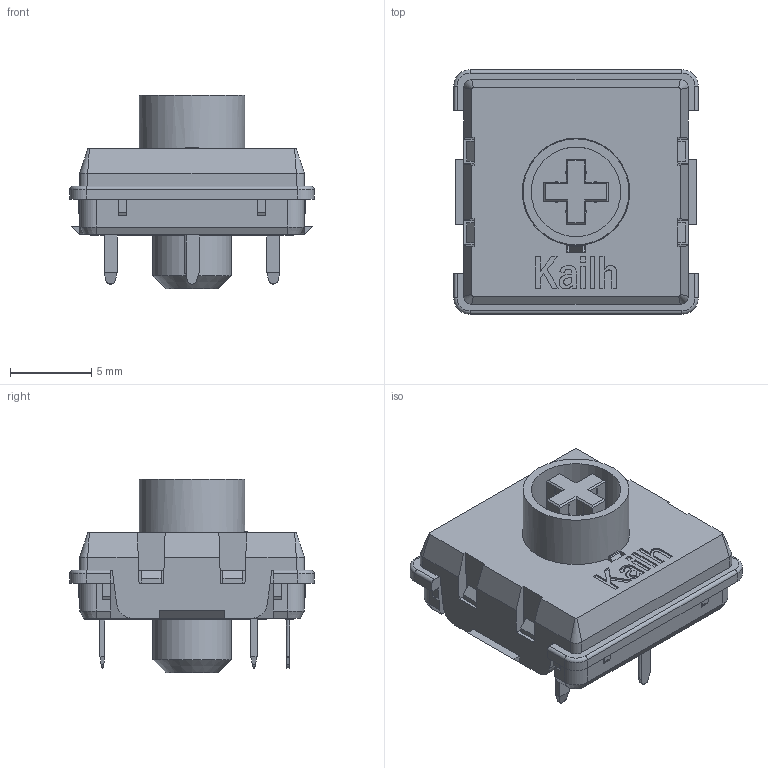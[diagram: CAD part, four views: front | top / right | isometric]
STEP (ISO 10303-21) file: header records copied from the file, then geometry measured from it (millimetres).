
FILE_DESCRIPTION(('FreeCAD Model'),'2;1');
FILE_NAME('Open CASCADE Shape Model','2023-08-24T03:40:16',(''),(''), 'Open CASCADE STEP processor 7.6','FreeCAD','Unknown');
FILE_SCHEMA(('AUTOMOTIVE_DESIGN { 1 0 10303 214 1 1 1 1 }'));
Length unit declared in the file: millimetre
Products named in the file (9): brown; bottom; contact; top; stem_tactile; pin1; pin2; pin3; shrunken_spring
Assembly tree (8 placements, depth 2):
  brown
    bottom
    contact
    top
    stem_tactile
    pin1
    pin2
    pin3
    shrunken_spring
Bounding box: 15 x 15 x 11.9 mm (x, y, z)
Volume: 669.8 mm3; surface area: 2330.1 mm2
Topology: 8 solids, 8 shells, 899 faces, 2362 edges, 1491 vertices
Faces by surface type: plane 558, cylinder 185, extrusion 60, torus 46, bspline 28, sphere 14, cone 8
Full cylindrical faces by diameter (mm): 0.25 x1, 0.5 x4, 0.95 x4, 1 x4, 1.7 x1, 1.8 x1, 2.8 x1, 4 x2, 4.8 x1, 5.5 x1, 6.5 x1
Entity records: 31448 total; most frequent: CARTESIAN_POINT 9232, ORIENTED_EDGE 4692, DIRECTION 4317, EDGE_CURVE 2346, VECTOR 1781, LINE 1721, VERTEX_POINT 1491, AXIS2_PLACEMENT_3D 1268
